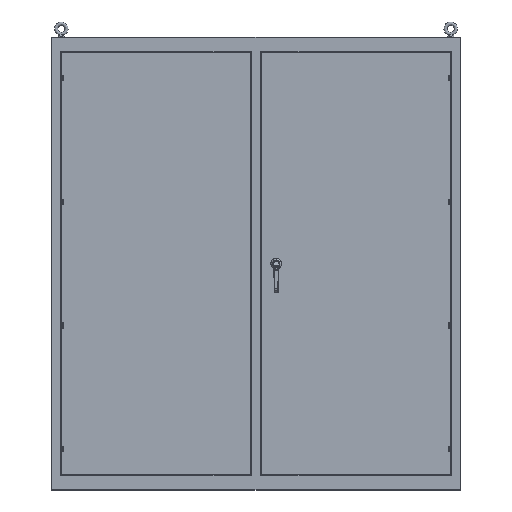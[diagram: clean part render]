
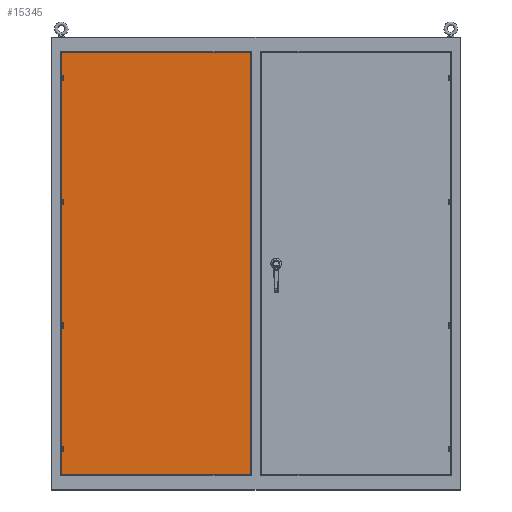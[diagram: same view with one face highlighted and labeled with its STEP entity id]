
A CAD part, top view. The second image highlights one B-rep face of the part: STEP entity #15345.
In plain terms, the highlighted planar face has unit normal (0, 0, 1).
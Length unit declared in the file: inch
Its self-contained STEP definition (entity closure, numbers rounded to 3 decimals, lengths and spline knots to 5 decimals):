
#5889 = CARTESIAN_POINT ( 'NONE',  ( -19.0313, 0., 10.058 ) ) ;
#13146 = DIRECTION ( 'NONE',  ( 0., -1., 0. ) ) ;
#15345 = ADVANCED_FACE ( 'NONE', ( #40150 ), #105487, .F. ) ;
#15724 = VERTEX_POINT ( 'NONE', #197511 ) ;
#18909 = CARTESIAN_POINT ( 'NONE',  ( -19.0313, -40.15, 10.058 ) ) ;
#22358 = LINE ( 'NONE', #72653, #207995 ) ;
#24215 = VECTOR ( 'NONE', #13146, 39.37008 ) ;
#40150 = FACE_OUTER_BOUND ( 'NONE', #210815, .T. ) ;
#45187 = CARTESIAN_POINT ( 'NONE',  ( -37.025, 40.15, 10.058 ) ) ;
#46005 = CARTESIAN_POINT ( 'NONE',  ( -19.0313, 40.15, 10.058 ) ) ;
#53035 = DIRECTION ( 'NONE',  ( -1., 0., 0. ) ) ;
#62559 = ORIENTED_EDGE ( 'NONE', *, *, #78112, .F. ) ;
#69499 = VECTOR ( 'NONE', #141405, 39.37008 ) ;
#72653 = CARTESIAN_POINT ( 'NONE',  ( -37.025, 0., 10.058 ) ) ;
#74992 = ORIENTED_EDGE ( 'NONE', *, *, #162389, .F. ) ;
#76021 = LINE ( 'NONE', #46005, #69499 ) ;
#78112 = EDGE_CURVE ( 'NONE', #15724, #136698, #158845, .T. ) ;
#78191 = DIRECTION ( 'NONE',  ( -1., 0., 0. ) ) ;
#87666 = DIRECTION ( 'NONE',  ( 0., 1., 0. ) ) ;
#94526 = CARTESIAN_POINT ( 'NONE',  ( -1.0376, 0., 10.058 ) ) ;
#105487 = PLANE ( 'NONE',  #134431 ) ;
#120689 = CARTESIAN_POINT ( 'NONE',  ( -37.025, -40.15, 10.058 ) ) ;
#125068 = VERTEX_POINT ( 'NONE', #45187 ) ;
#130486 = EDGE_CURVE ( 'NONE', #125068, #15724, #76021, .T. ) ;
#134431 = AXIS2_PLACEMENT_3D ( 'NONE', #5889, #166627, #53035 ) ;
#134495 = ORIENTED_EDGE ( 'NONE', *, *, #136699, .F. ) ;
#136698 = VERTEX_POINT ( 'NONE', #208951 ) ;
#136699 = EDGE_CURVE ( 'NONE', #136698, #171989, #159620, .T. ) ;
#141405 = DIRECTION ( 'NONE',  ( 1., 0., 0. ) ) ;
#158845 = LINE ( 'NONE', #94526, #24215 ) ;
#159620 = LINE ( 'NONE', #18909, #169702 ) ;
#160406 = ORIENTED_EDGE ( 'NONE', *, *, #130486, .F. ) ;
#162389 = EDGE_CURVE ( 'NONE', #171989, #125068, #22358, .T. ) ;
#166627 = DIRECTION ( 'NONE',  ( 0., 0., -1. ) ) ;
#169702 = VECTOR ( 'NONE', #78191, 39.37008 ) ;
#171989 = VERTEX_POINT ( 'NONE', #120689 ) ;
#197511 = CARTESIAN_POINT ( 'NONE',  ( -1.0376, 40.15, 10.058 ) ) ;
#207995 = VECTOR ( 'NONE', #87666, 39.37008 ) ;
#208951 = CARTESIAN_POINT ( 'NONE',  ( -1.0376, -40.15, 10.058 ) ) ;
#210815 = EDGE_LOOP ( 'NONE', ( #160406, #74992, #134495, #62559 ) ) ;
